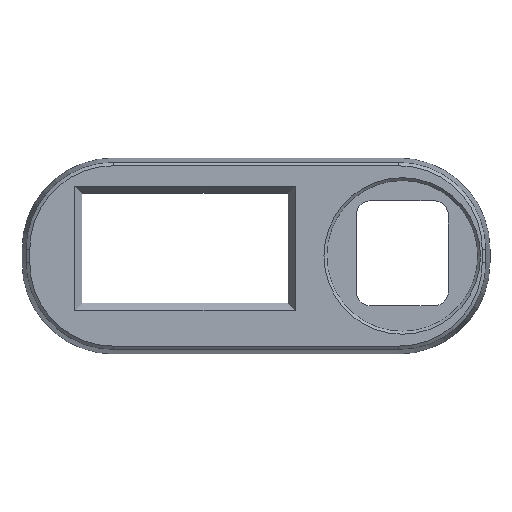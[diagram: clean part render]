
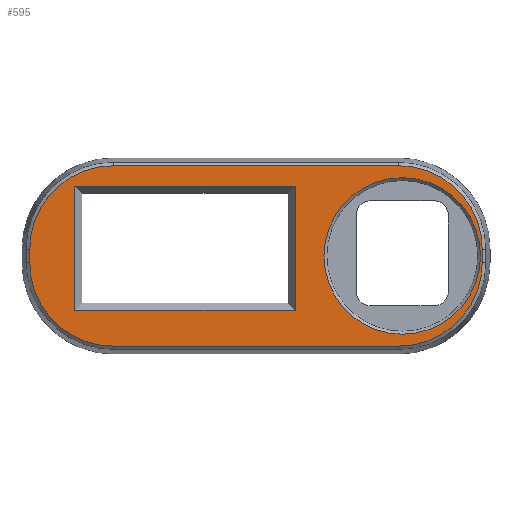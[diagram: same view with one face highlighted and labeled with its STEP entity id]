
A CAD part, top view. The second image highlights one B-rep face of the part: STEP entity #595.
In plain terms, the highlighted planar face has unit normal (0, 0, 1).
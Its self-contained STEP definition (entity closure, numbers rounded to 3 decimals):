
#346=CARTESIAN_POINT('',(-27.41,-8.15,20.6));
#347=VERTEX_POINT('',#346);
#354=CARTESIAN_POINT('',(4.01,-8.15,20.6));
#355=VERTEX_POINT('',#354);
#356=CARTESIAN_POINT('',(-27.41,-8.15,20.6));
#357=DIRECTION('',(1.,-0.,-0.));
#358=VECTOR('',#357,31.42);
#359=LINE('',#356,#358);
#360=EDGE_CURVE('',#347,#355,#359,.T.);
#376=CARTESIAN_POINT('',(-27.41,9.55,20.6));
#377=VERTEX_POINT('',#376);
#378=CARTESIAN_POINT('',(-27.41,9.55,20.6));
#379=DIRECTION('',(0.,-1.,0.));
#380=VECTOR('',#379,17.7);
#381=LINE('',#378,#380);
#382=EDGE_CURVE('',#377,#347,#381,.T.);
#407=CARTESIAN_POINT('',(4.01,9.55,20.6));
#408=VERTEX_POINT('',#407);
#409=CARTESIAN_POINT('',(4.01,9.55,20.6));
#410=DIRECTION('',(-1.,0.,0.));
#411=VECTOR('',#410,31.42);
#412=LINE('',#409,#411);
#413=EDGE_CURVE('',#408,#377,#412,.T.);
#438=CARTESIAN_POINT('',(4.01,-8.15,20.6));
#439=DIRECTION('',(0.,1.,-0.));
#440=VECTOR('',#439,17.7);
#441=LINE('',#438,#440);
#442=EDGE_CURVE('',#355,#408,#441,.T.);
#494=CARTESIAN_POINT('',(-1.58,-0.4,20.6));
#495=DIRECTION('',(0.,0.,1.));
#496=DIRECTION('',(-1.,0.,0.));
#497=AXIS2_PLACEMENT_3D('',#494,#495,#496);
#498=PLANE('',#497);
#499=CARTESIAN_POINT('',(18.75,-13.245,20.6));
#500=VERTEX_POINT('',#499);
#501=CARTESIAN_POINT('',(-21.91,-13.245,20.6));
#502=VERTEX_POINT('',#501);
#503=CARTESIAN_POINT('',(18.75,-13.245,20.6));
#504=DIRECTION('',(-1.,-0.,0.));
#505=VECTOR('',#504,40.66);
#506=LINE('',#503,#505);
#507=EDGE_CURVE('',#500,#502,#506,.T.);
#508=ORIENTED_EDGE('',*,*,#507,.F.);
#509=CARTESIAN_POINT('',(30.645,-1.35,20.6));
#510=VERTEX_POINT('',#509);
#511=CARTESIAN_POINT('',(18.75,-1.35,20.6));
#512=DIRECTION('',(0.,-0.,-1.));
#513=DIRECTION('',(0.,1.,-0.));
#514=AXIS2_PLACEMENT_3D('',#511,#512,#513);
#515=CIRCLE('',#514,11.895);
#516=EDGE_CURVE('',#510,#500,#515,.T.);
#517=ORIENTED_EDGE('',*,*,#516,.F.);
#518=CARTESIAN_POINT('',(30.645,0.55,20.6));
#519=VERTEX_POINT('',#518);
#520=CARTESIAN_POINT('',(30.645,0.55,20.6));
#521=DIRECTION('',(-0.,-1.,0.));
#522=VECTOR('',#521,1.9);
#523=LINE('',#520,#522);
#524=EDGE_CURVE('',#519,#510,#523,.T.);
#525=ORIENTED_EDGE('',*,*,#524,.F.);
#526=CARTESIAN_POINT('',(18.75,12.445,20.6));
#527=VERTEX_POINT('',#526);
#528=CARTESIAN_POINT('',(18.75,0.55,20.6));
#529=DIRECTION('',(0.,-0.,-1.));
#530=DIRECTION('',(0.,1.,-0.));
#531=AXIS2_PLACEMENT_3D('',#528,#529,#530);
#532=CIRCLE('',#531,11.895);
#533=EDGE_CURVE('',#527,#519,#532,.T.);
#534=ORIENTED_EDGE('',*,*,#533,.F.);
#535=CARTESIAN_POINT('',(-21.91,12.445,20.6));
#536=VERTEX_POINT('',#535);
#537=CARTESIAN_POINT('',(-21.91,12.445,20.6));
#538=DIRECTION('',(1.,-0.,0.));
#539=VECTOR('',#538,40.66);
#540=LINE('',#537,#539);
#541=EDGE_CURVE('',#536,#527,#540,.T.);
#542=ORIENTED_EDGE('',*,*,#541,.F.);
#543=CARTESIAN_POINT('',(-33.805,0.55,20.6));
#544=VERTEX_POINT('',#543);
#545=CARTESIAN_POINT('',(-21.91,0.55,20.6));
#546=DIRECTION('',(0.,-0.,-1.));
#547=DIRECTION('',(0.,1.,-0.));
#548=AXIS2_PLACEMENT_3D('',#545,#546,#547);
#549=CIRCLE('',#548,11.895);
#550=EDGE_CURVE('',#544,#536,#549,.T.);
#551=ORIENTED_EDGE('',*,*,#550,.F.);
#552=CARTESIAN_POINT('',(-33.805,-1.35,20.6));
#553=VERTEX_POINT('',#552);
#554=CARTESIAN_POINT('',(-33.805,-1.35,20.6));
#555=DIRECTION('',(-0.,1.,-0.));
#556=VECTOR('',#555,1.9);
#557=LINE('',#554,#556);
#558=EDGE_CURVE('',#553,#544,#557,.T.);
#559=ORIENTED_EDGE('',*,*,#558,.F.);
#560=CARTESIAN_POINT('',(-21.91,-1.35,20.6));
#561=DIRECTION('',(0.,0.,-1.));
#562=DIRECTION('',(0.,1.,0.));
#563=AXIS2_PLACEMENT_3D('',#560,#561,#562);
#564=CIRCLE('',#563,11.895);
#565=EDGE_CURVE('',#502,#553,#564,.T.);
#566=ORIENTED_EDGE('',*,*,#565,.F.);
#567=EDGE_LOOP('',(#508,#517,#525,#534,#542,#551,#559,#566));
#568=FACE_BOUND('',#567,.T.);
#569=CARTESIAN_POINT('',(8.1,-0.4,20.6));
#570=VERTEX_POINT('',#569);
#571=CARTESIAN_POINT('',(19.25,-11.55,20.6));
#572=VERTEX_POINT('',#571);
#573=CARTESIAN_POINT('',(19.25,-0.4,20.6));
#574=DIRECTION('',(0.,0.,1.));
#575=DIRECTION('',(-0.,-1.,0.));
#576=AXIS2_PLACEMENT_3D('',#573,#574,#575);
#577=CIRCLE('',#576,11.15);
#578=EDGE_CURVE('',#570,#572,#577,.T.);
#579=ORIENTED_EDGE('',*,*,#578,.F.);
#580=CARTESIAN_POINT('',(19.25,-0.4,20.6));
#581=DIRECTION('',(0.,0.,1.));
#582=DIRECTION('',(-0.,-1.,0.));
#583=AXIS2_PLACEMENT_3D('',#580,#581,#582);
#584=CIRCLE('',#583,11.15);
#585=EDGE_CURVE('',#572,#570,#584,.T.);
#586=ORIENTED_EDGE('',*,*,#585,.F.);
#587=EDGE_LOOP('',(#579,#586));
#588=FACE_BOUND('',#587,.T.);
#589=ORIENTED_EDGE('',*,*,#360,.F.);
#590=ORIENTED_EDGE('',*,*,#382,.F.);
#591=ORIENTED_EDGE('',*,*,#413,.F.);
#592=ORIENTED_EDGE('',*,*,#442,.F.);
#593=EDGE_LOOP('',(#589,#590,#591,#592));
#594=FACE_BOUND('',#593,.T.);
#595=ADVANCED_FACE('',(#568,#588,#594),#498,.T.);
